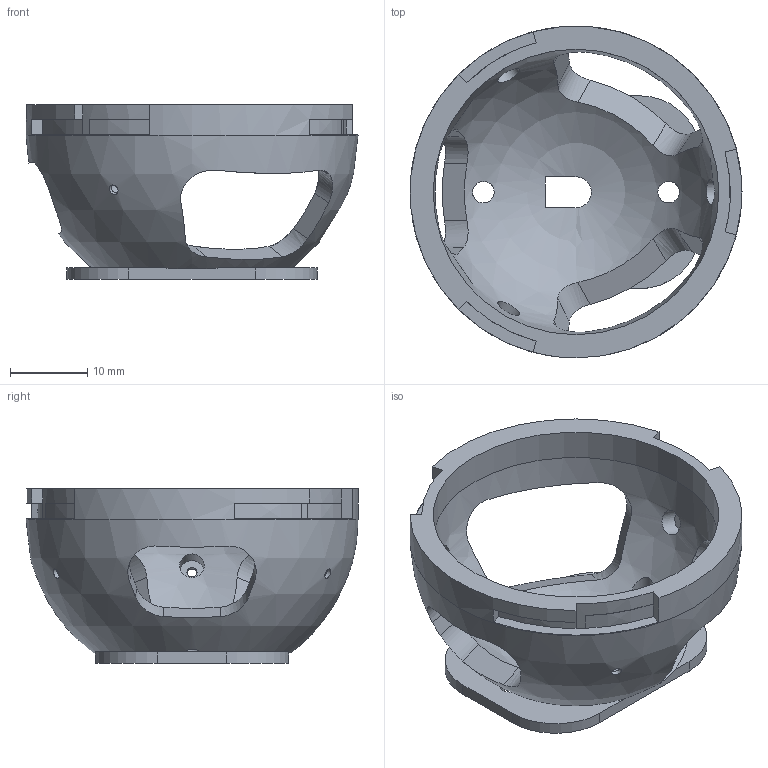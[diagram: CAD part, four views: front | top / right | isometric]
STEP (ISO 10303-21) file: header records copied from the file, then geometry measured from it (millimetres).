
FILE_DESCRIPTION(('Open CASCADE Model'),'2;1');
FILE_NAME('Open CASCADE Shape Model','2024-05-09T14:31:41',('Author'),( 'Open CASCADE'),'Open CASCADE STEP processor 7.7','Open CASCADE 7.7' ,'Unknown');
FILE_SCHEMA(('AUTOMOTIVE_DESIGN { 1 0 10303 214 1 1 1 1 }'));
Length unit declared in the file: millimetre
Products named in the file (1): Open CASCADE STEP translator 7.7 1
Bounding box: 43 x 43 x 22.65 mm (x, y, z)
Volume: 6537.5 mm3; surface area: 6379.1 mm2
Topology: 1 solids, 1 shells, 84 faces, 240 edges, 157 vertices
Faces by surface type: plane 34, bspline 24, cylinder 15, extrusion 9, sphere 2
Full cylindrical faces by diameter (mm): 1.3 x3, 2.8 x2, 3.2 x3, 37 x1, 43 x1
Entity records: 11772 total; most frequent: CARTESIAN_POINT 7493, DIRECTION 597, ORIENTED_EDGE 480, PCURVE 480, DEFINITIONAL_REPRESENTATION 480, VECTOR 357, LINE 348, B_SPLINE_CURVE_WITH_KNOTS 286
